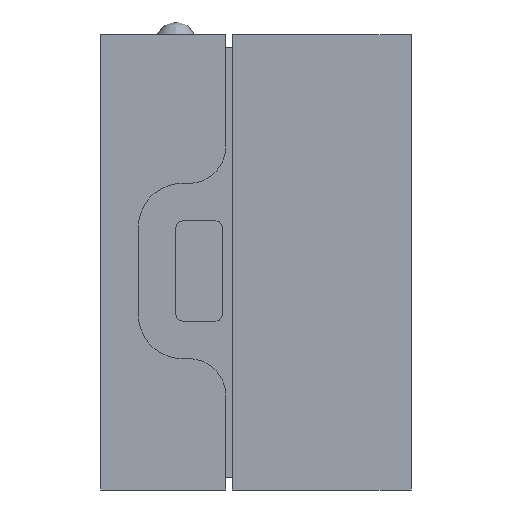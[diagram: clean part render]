
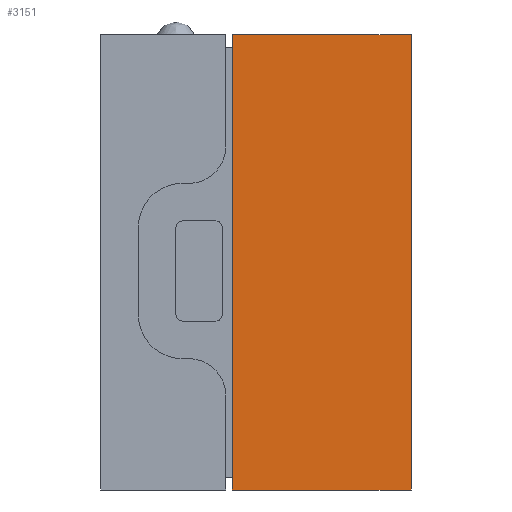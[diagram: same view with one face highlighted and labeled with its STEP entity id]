
A CAD part, left-side view. The second image highlights one B-rep face of the part: STEP entity #3151.
In plain terms, the highlighted planar face has unit normal (-1, 0, 0).
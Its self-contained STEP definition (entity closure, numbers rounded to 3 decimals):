
#129=FACE_OUTER_BOUND('',#299,.T.);
#299=EDGE_LOOP('',(#2139,#2140,#2141,#2142));
#479=LINE('',#4410,#889);
#509=LINE('',#4470,#919);
#510=LINE('',#4473,#920);
#511=LINE('',#4474,#921);
#889=VECTOR('',#3560,10.);
#919=VECTOR('',#3612,10.);
#920=VECTOR('',#3615,10.);
#921=VECTOR('',#3616,10.);
#1295=VERTEX_POINT('',#4407);
#1296=VERTEX_POINT('',#4409);
#1315=VERTEX_POINT('',#4468);
#1316=VERTEX_POINT('',#4472);
#1607=EDGE_CURVE('',#1295,#1296,#479,.T.);
#1637=EDGE_CURVE('',#1315,#1296,#509,.T.);
#1638=EDGE_CURVE('',#1315,#1316,#510,.T.);
#1639=EDGE_CURVE('',#1316,#1295,#511,.T.);
#2139=ORIENTED_EDGE('',*,*,#1638,.F.);
#2140=ORIENTED_EDGE('',*,*,#1637,.T.);
#2141=ORIENTED_EDGE('',*,*,#1607,.F.);
#2142=ORIENTED_EDGE('',*,*,#1639,.F.);
#3007=PLANE('',#3334);
#3151=ADVANCED_FACE('',(#129),#3007,.T.);
#3334=AXIS2_PLACEMENT_3D('',#4471,#3613,#3614);
#3560=DIRECTION('',(0.,0.,1.));
#3612=DIRECTION('',(0.,1.,0.));
#3613=DIRECTION('center_axis',(-1.,0.,0.));
#3614=DIRECTION('ref_axis',(0.,0.,1.));
#3615=DIRECTION('',(0.,0.,-1.));
#3616=DIRECTION('',(0.,1.,0.));
#4407=CARTESIAN_POINT('',(-2.,14.3,-2.));
#4409=CARTESIAN_POINT('',(-2.,14.3,34.4));
#4410=CARTESIAN_POINT('',(-2.,14.3,7.1));
#4468=CARTESIAN_POINT('',(-2.,0.,34.4));
#4470=CARTESIAN_POINT('',(-2.,0.,34.4));
#4471=CARTESIAN_POINT('Origin',(-2.,0.,-2.));
#4472=CARTESIAN_POINT('',(-2.,0.,-2.));
#4473=CARTESIAN_POINT('',(-2.,0.,34.4));
#4474=CARTESIAN_POINT('',(-2.,0.,-2.));
